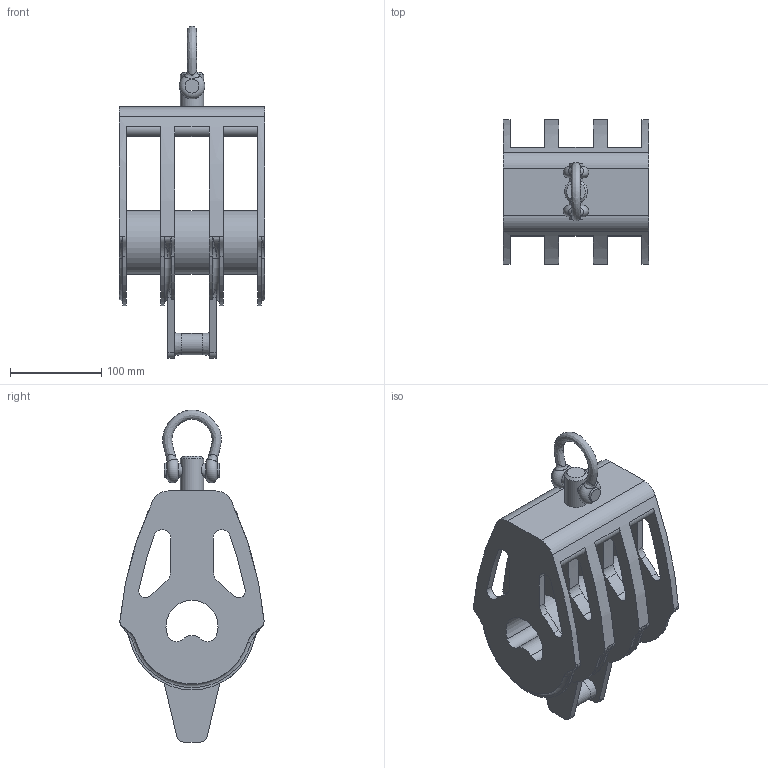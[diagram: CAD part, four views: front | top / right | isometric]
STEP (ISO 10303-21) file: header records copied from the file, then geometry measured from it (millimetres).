
FILE_DESCRIPTION( ( '' ), ' ' );
FILE_NAME( '5bdf72cd66b07b14ef28191a.step', '2018-11-04T22:29:34', ( '' ), ( '' ), ' ', ' ', ' ' );
FILE_SCHEMA( ( 'AUTOMOTIVE_DESIGN { 1 0 10303 214 1 1 1 1 }' ) );
Length unit declared in the file: metre
Products named in the file (1): Triple Block
Bounding box: 160.02 x 158.26 x 364.47 mm (x, y, z)
Volume: 1575951.7 mm3; surface area: 292375.1 mm2
Topology: 1 solids, 1 shells, 170 faces, 489 edges, 312 vertices
Faces by surface type: cylinder 60, extrusion 42, plane 31, bspline 27, torus 7, cone 3
Full cylindrical faces by diameter (mm): 15.24 x4, 25.4 x1, 69.85 x3
Entity records: 12410 total; most frequent: CARTESIAN_POINT 7083, ORIENTED_EDGE 906, DIRECTION 644, EDGE_CURVE 453, VERTEX_POINT 307, AXIS2_PLACEMENT_3D 237, EDGE_LOOP 218, B_SPLINE_CURVE_WITH_KNOTS 214
